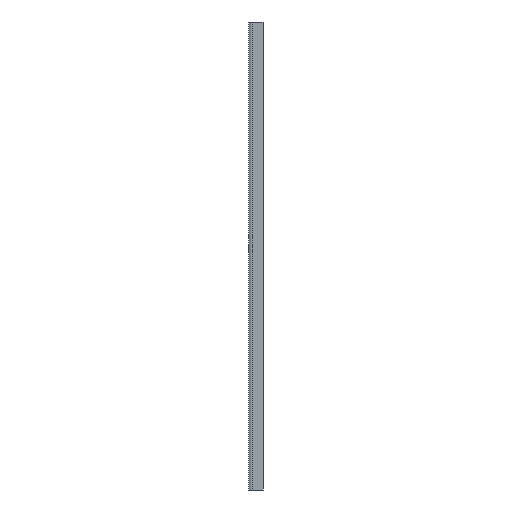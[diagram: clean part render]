
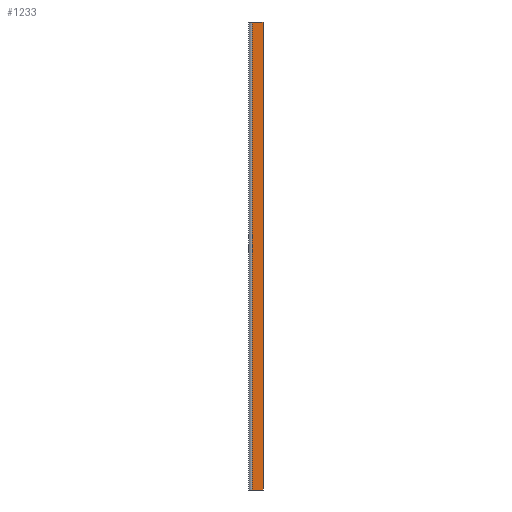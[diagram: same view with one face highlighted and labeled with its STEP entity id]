
A CAD part, left-side view. The second image highlights one B-rep face of the part: STEP entity #1233.
In plain terms, the highlighted planar face has unit normal (-1, 0, 0).
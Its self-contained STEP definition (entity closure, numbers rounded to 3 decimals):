
#54 = LINE ( 'NONE', #3888, #752 ) ;
#153 = CARTESIAN_POINT ( 'NONE',  ( -75.08, 0., 1000. ) ) ;
#477 = CARTESIAN_POINT ( 'NONE',  ( -75.08, 0., -1000. ) ) ;
#520 = LINE ( 'NONE', #548, #3243 ) ;
#548 = CARTESIAN_POINT ( 'NONE',  ( -75.08, 0., 1000. ) ) ;
#752 = VECTOR ( 'NONE', #3220, 1000. ) ;
#869 = VERTEX_POINT ( 'NONE', #2498 ) ;
#875 = VERTEX_POINT ( 'NONE', #477 ) ;
#879 = VERTEX_POINT ( 'NONE', #153 ) ;
#968 = VERTEX_POINT ( 'NONE', #1832 ) ;
#977 = LINE ( 'NONE', #2751, #2556 ) ;
#1010 = ORIENTED_EDGE ( 'NONE', *, *, #1557, .T. ) ;
#1029 = ORIENTED_EDGE ( 'NONE', *, *, #3414, .F. ) ;
#1036 = EDGE_CURVE ( 'NONE', #968, #879, #520, .T. ) ;
#1054 = ORIENTED_EDGE ( 'NONE', *, *, #1036, .F. ) ;
#1086 = ORIENTED_EDGE ( 'NONE', *, *, #3027, .T. ) ;
#1206 = DIRECTION ( 'NONE',  ( 0., 0., -1. ) ) ;
#1233 = ADVANCED_FACE ( 'NONE', ( #2870 ), #3166, .F. ) ;
#1557 = EDGE_CURVE ( 'NONE', #869, #875, #54, .T. ) ;
#1570 = DIRECTION ( 'NONE',  ( 1., 0., 0. ) ) ;
#1832 = CARTESIAN_POINT ( 'NONE',  ( -75.08, 46.4, 1000. ) ) ;
#2408 = DIRECTION ( 'NONE',  ( 0., 0., -1. ) ) ;
#2498 = CARTESIAN_POINT ( 'NONE',  ( -75.08, 46.4, -1000. ) ) ;
#2556 = VECTOR ( 'NONE', #2408, 1000. ) ;
#2751 = CARTESIAN_POINT ( 'NONE',  ( -75.08, 46.4, 1000. ) ) ;
#2809 = AXIS2_PLACEMENT_3D ( 'NONE', #2865, #1570, #1206 ) ;
#2865 = CARTESIAN_POINT ( 'NONE',  ( -75.08, 0., 1000. ) ) ;
#2870 = FACE_OUTER_BOUND ( 'NONE', #2999, .T. ) ;
#2999 = EDGE_LOOP ( 'NONE', ( #1010, #1029, #1054, #1086 ) ) ;
#3027 = EDGE_CURVE ( 'NONE', #968, #869, #977, .T. ) ;
#3166 = PLANE ( 'NONE',  #2809 ) ;
#3220 = DIRECTION ( 'NONE',  ( 0., -1., 0. ) ) ;
#3243 = VECTOR ( 'NONE', #3851, 1000. ) ;
#3262 = DIRECTION ( 'NONE',  ( 0., 0., -1. ) ) ;
#3329 = LINE ( 'NONE', #3370, #3389 ) ;
#3370 = CARTESIAN_POINT ( 'NONE',  ( -75.08, 0., 1000. ) ) ;
#3389 = VECTOR ( 'NONE', #3262, 1000. ) ;
#3414 = EDGE_CURVE ( 'NONE', #879, #875, #3329, .T. ) ;
#3851 = DIRECTION ( 'NONE',  ( 0., -1., 0. ) ) ;
#3888 = CARTESIAN_POINT ( 'NONE',  ( -75.08, 0., -1000. ) ) ;
